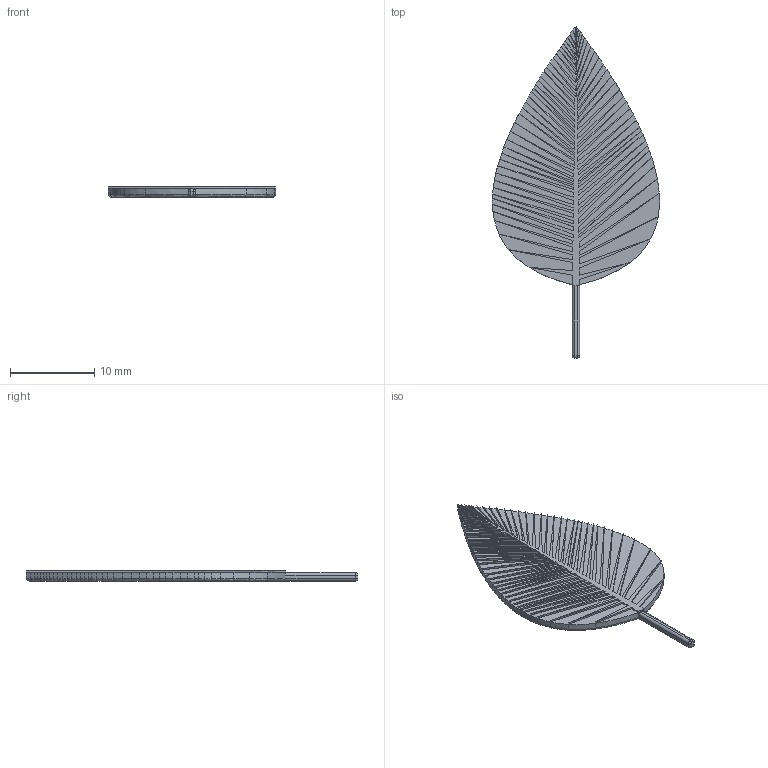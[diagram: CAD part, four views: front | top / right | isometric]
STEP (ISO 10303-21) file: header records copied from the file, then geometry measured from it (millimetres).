
FILE_DESCRIPTION(/* description */ ('STEP AP242'),/* implementation_level */ '2;1');
FILE_NAME(/* name */ 'Leaf Plain.step',/* time_stamp */ '2025-10-29T11:08:25Z',/* author */ (''),/* organization */ (''),/* preprocessor_version */ 'ST-DEVELOPER v20.1',/* originating_system */ 'Autodesk Translation Framework v14.17.0.0',/* authorisation */ '');
FILE_SCHEMA (('AUTOMOTIVE_DESIGN { 1 0 10303 214 3 1 1 }'));
Length unit declared in the file: metre
Products named in the file (1): Part 1
Bounding box: 19.84 x 39.42 x 1.2 mm (x, y, z)
Volume: 431.1 mm3; surface area: 1120.2 mm2
Topology: 1 solids, 1 shells, 450 faces, 1048 edges, 595 vertices
Faces by surface type: plane 301, bspline 78, cylinder 67, sphere 4
Entity records: 13038 total; most frequent: CARTESIAN_POINT 3169, ORIENTED_EDGE 2088, DIRECTION 1946, EDGE_CURVE 1044, LINE 756, VECTOR 756, VERTEX_POINT 595, AXIS2_PLACEMENT_3D 595
